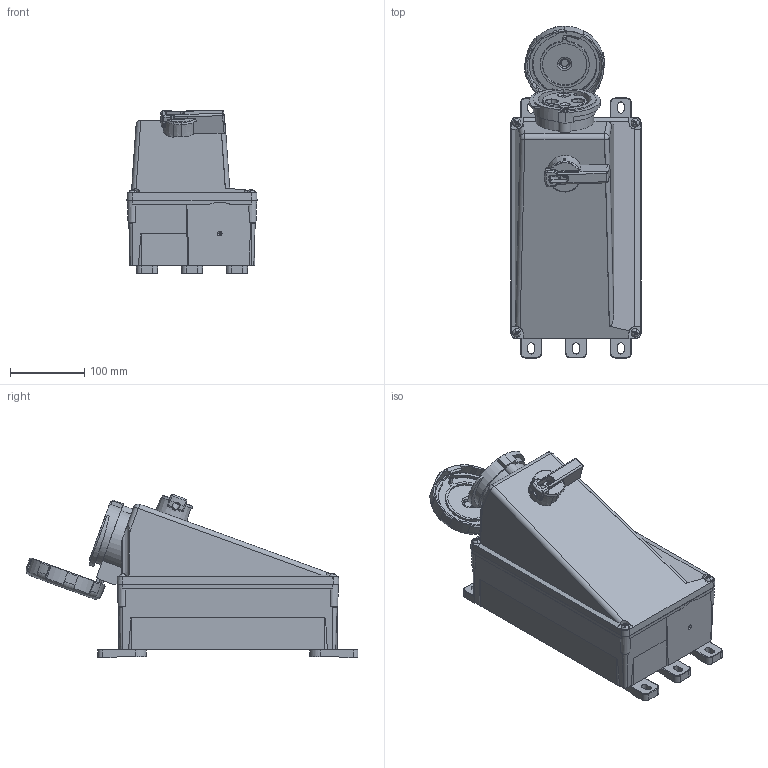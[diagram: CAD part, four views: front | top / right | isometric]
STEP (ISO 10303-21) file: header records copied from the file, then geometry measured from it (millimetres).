
FILE_DESCRIPTION (( 'STEP AP203' ), '1' );
FILE_NAME ('BRY360MI6W.step', '2023-02-15T14:54:32', ( '' ), ( '' ), 'SwSTEP 2.0', 'SolidWorks 2021', '' );
FILE_SCHEMA (( 'CONFIG_CONTROL_DESIGN' ));
Products named in the file (1): BRY360MI6W
Bounding box: 174.75 x 445.74 x 219.32 mm (x, y, z)
Volume: 6992641.6 mm3; surface area: 518973.7 mm2
Topology: 14 solids, 14 shells, 1816 faces, 4881 edges, 3034 vertices
Faces by surface type: plane 687, cylinder 607, bspline 276, cone 122, torus 72, sphere 52
Entity records: 70470 total; most frequent: CARTESIAN_POINT 27558, ORIENTED_EDGE 9574, DIRECTION 8329, EDGE_CURVE 4787, AXIS2_PLACEMENT_3D 3106, VERTEX_POINT 3030, VECTOR 2117, LINE 2117
